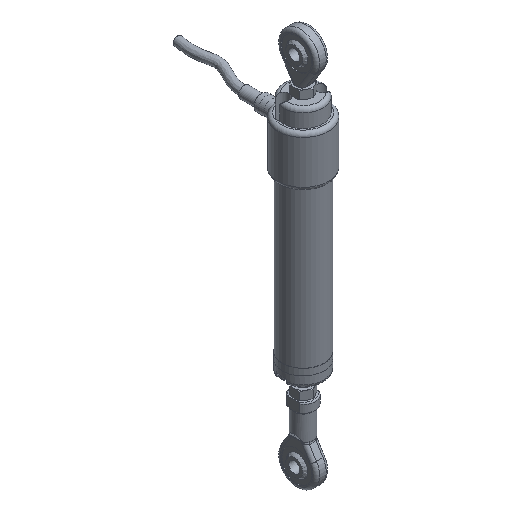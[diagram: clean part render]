
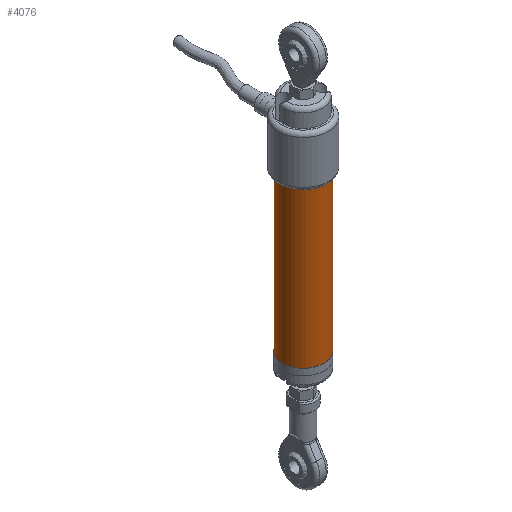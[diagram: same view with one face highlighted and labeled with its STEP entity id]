
A CAD part, isometric view. The second image highlights one B-rep face of the part: STEP entity #4076.
In plain terms, the highlighted cylindrical face has radius 9.5 mm (diameter 19 mm), a full revolution.
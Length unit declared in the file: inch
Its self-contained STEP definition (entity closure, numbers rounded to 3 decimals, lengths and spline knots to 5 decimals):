
#1386 = FACE_OUTER_BOUND ( 'NONE', #2394, .T. ) ;
#1423 = DIRECTION ( 'NONE',  ( 1., 0., 0. ) ) ;
#2336 = CYLINDRICAL_SURFACE ( 'NONE', #15873, 0.37402 ) ;
#2394 = EDGE_LOOP ( 'NONE', ( #9882 ) ) ;
#2736 = CIRCLE ( 'NONE', #9562, 0.37402 ) ;
#3249 = VERTEX_POINT ( 'NONE', #8776 ) ;
#3572 = ORIENTED_EDGE ( 'NONE', *, *, #9281, .F. ) ;
#3757 = EDGE_LOOP ( 'NONE', ( #3572 ) ) ;
#3758 = CARTESIAN_POINT ( 'NONE',  ( 0., 0., -3.30709 ) ) ;
#4076 = ADVANCED_FACE ( 'NONE', ( #1386, #6775 ), #2336, .T. ) ;
#6775 = FACE_OUTER_BOUND ( 'NONE', #3757, .T. ) ;
#7083 = DIRECTION ( 'NONE',  ( 1., 0., 0. ) ) ;
#7838 = EDGE_CURVE ( 'NONE', #3249, #3249, #2736, .T. ) ;
#7875 = AXIS2_PLACEMENT_3D ( 'NONE', #16511, #9768, #1423 ) ;
#8377 = CARTESIAN_POINT ( 'NONE',  ( 0.37402, 0., 0. ) ) ;
#8445 = CARTESIAN_POINT ( 'NONE',  ( 0., 0., -3.30709 ) ) ;
#8776 = CARTESIAN_POINT ( 'NONE',  ( 0.37402, 0., -3.30709 ) ) ;
#9174 = DIRECTION ( 'NONE',  ( 1., 0., 0. ) ) ;
#9281 = EDGE_CURVE ( 'NONE', #12667, #12667, #9288, .T. ) ;
#9288 = CIRCLE ( 'NONE', #7875, 0.37402 ) ;
#9562 = AXIS2_PLACEMENT_3D ( 'NONE', #8445, #13869, #7083 ) ;
#9768 = DIRECTION ( 'NONE',  ( 0., 0., 1. ) ) ;
#9882 = ORIENTED_EDGE ( 'NONE', *, *, #7838, .T. ) ;
#11610 = DIRECTION ( 'NONE',  ( 0., 0., 1. ) ) ;
#12667 = VERTEX_POINT ( 'NONE', #8377 ) ;
#13869 = DIRECTION ( 'NONE',  ( 0., 0., 1. ) ) ;
#15873 = AXIS2_PLACEMENT_3D ( 'NONE', #3758, #11610, #9174 ) ;
#16511 = CARTESIAN_POINT ( 'NONE',  ( 0., 0., 0. ) ) ;
